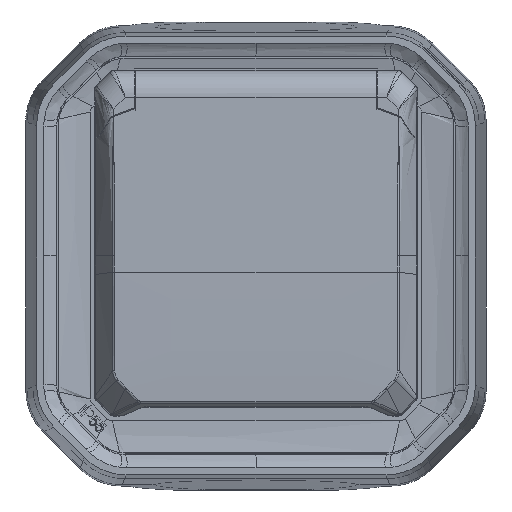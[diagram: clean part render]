
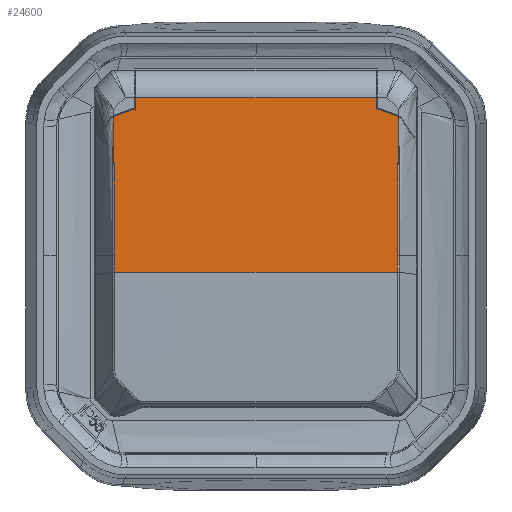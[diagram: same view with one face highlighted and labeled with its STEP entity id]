
A CAD part, top view. The second image highlights one B-rep face of the part: STEP entity #24600.
In plain terms, the highlighted planar face has unit normal (0, 0.005, 1).
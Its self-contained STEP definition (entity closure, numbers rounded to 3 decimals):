
#24496=AXIS2_PLACEMENT_3D('Plane Axis2P3D',#24493,#24494,#24495) ;
#19209=CARTESIAN_POINT('Vertex',(-21.401,26.204,58.404)) ;
#19212=CARTESIAN_POINT('Line Origine',(-21.4,26.613,58.402)) ;
#19216=CARTESIAN_POINT('Vertex',(-21.4,27.023,58.4)) ;
#19219=CARTESIAN_POINT('Line Origine',(-21.4,27.622,58.397)) ;
#19223=CARTESIAN_POINT('Vertex',(-21.4,28.222,58.395)) ;
#19370=CARTESIAN_POINT('Vertex',(21.4,28.222,58.395)) ;
#19373=CARTESIAN_POINT('Line Origine',(21.4,27.213,58.399)) ;
#19377=CARTESIAN_POINT('Vertex',(21.4,26.204,58.404)) ;
#24450=CARTESIAN_POINT('Vertex',(-25.4,24.761,58.411)) ;
#24454=CARTESIAN_POINT('Control Point',(-25.4,24.761,58.411)) ;
#24455=CARTESIAN_POINT('Control Point',(-24.068,25.242,58.408)) ;
#24456=CARTESIAN_POINT('Control Point',(-22.736,25.722,58.406)) ;
#24457=CARTESIAN_POINT('Control Point',(-21.403,26.203,58.404)) ;
#24458=CARTESIAN_POINT('Vertex',(-21.403,26.203,58.404)) ;
#24462=CARTESIAN_POINT('Control Point',(-21.403,26.203,58.404)) ;
#24463=CARTESIAN_POINT('Control Point',(-21.401,26.204,58.404)) ;
#24480=CARTESIAN_POINT('Line Origine',(0.,28.222,58.395)) ;
#24493=CARTESIAN_POINT('Axis2P3D Location',(0.,-3.,58.54)) ;
#24499=CARTESIAN_POINT('Control Point',(-25.158,0.001,58.526)) ;
#24500=CARTESIAN_POINT('Control Point',(-25.158,-0.256,58.527)) ;
#24501=CARTESIAN_POINT('Control Point',(-25.158,-0.556,58.528)) ;
#24502=CARTESIAN_POINT('Control Point',(-25.158,-0.906,58.53)) ;
#24503=CARTESIAN_POINT('Control Point',(-25.158,-1.493,58.533)) ;
#24504=CARTESIAN_POINT('Control Point',(-25.158,-2.078,58.536)) ;
#24505=CARTESIAN_POINT('Control Point',(-25.158,-2.368,58.537)) ;
#24506=CARTESIAN_POINT('Control Point',(-25.158,-2.672,58.538)) ;
#24507=CARTESIAN_POINT('Control Point',(-25.158,-3.,58.54)) ;
#24508=CARTESIAN_POINT('Vertex',(-25.158,0.001,58.526)) ;
#24510=CARTESIAN_POINT('Vertex',(-25.158,-3.,58.54)) ;
#24513=CARTESIAN_POINT('Line Origine',(0.,-3.,58.54)) ;
#24517=CARTESIAN_POINT('Vertex',(25.158,-3.,58.54)) ;
#24521=CARTESIAN_POINT('Control Point',(25.158,-3.,58.54)) ;
#24522=CARTESIAN_POINT('Control Point',(25.158,-2.904,58.539)) ;
#24523=CARTESIAN_POINT('Control Point',(25.158,-2.815,58.539)) ;
#24524=CARTESIAN_POINT('Control Point',(25.158,-2.734,58.539)) ;
#24525=CARTESIAN_POINT('Control Point',(25.158,-2.154,58.536)) ;
#24526=CARTESIAN_POINT('Control Point',(25.158,-1.572,58.533)) ;
#24527=CARTESIAN_POINT('Control Point',(25.158,-1.062,58.531)) ;
#24528=CARTESIAN_POINT('Control Point',(25.158,-0.544,58.528)) ;
#24529=CARTESIAN_POINT('Control Point',(25.158,-0.026,58.526)) ;
#24530=CARTESIAN_POINT('Control Point',(25.158,-0.017,58.526)) ;
#24531=CARTESIAN_POINT('Control Point',(25.158,-0.008,58.526)) ;
#24532=CARTESIAN_POINT('Control Point',(25.158,0.001,58.526)) ;
#24533=CARTESIAN_POINT('Vertex',(25.158,0.001,58.526)) ;
#24537=CARTESIAN_POINT('Control Point',(25.158,0.001,58.526)) ;
#24538=CARTESIAN_POINT('Control Point',(25.158,1.477,58.519)) ;
#24539=CARTESIAN_POINT('Control Point',(25.16,2.954,58.512)) ;
#24540=CARTESIAN_POINT('Control Point',(25.164,4.43,58.505)) ;
#24541=CARTESIAN_POINT('Control Point',(25.175,7.382,58.492)) ;
#24542=CARTESIAN_POINT('Control Point',(25.194,10.333,58.478)) ;
#24543=CARTESIAN_POINT('Control Point',(25.206,11.809,58.471)) ;
#24544=CARTESIAN_POINT('Control Point',(25.228,14.017,58.461)) ;
#24545=CARTESIAN_POINT('Control Point',(25.255,16.22,58.45)) ;
#24546=CARTESIAN_POINT('Control Point',(25.265,16.953,58.447)) ;
#24547=CARTESIAN_POINT('Control Point',(25.286,18.413,58.44)) ;
#24548=CARTESIAN_POINT('Control Point',(25.31,19.868,58.433)) ;
#24549=CARTESIAN_POINT('Control Point',(25.322,20.596,58.43)) ;
#24550=CARTESIAN_POINT('Control Point',(25.345,21.867,58.424)) ;
#24551=CARTESIAN_POINT('Control Point',(25.369,23.132,58.418)) ;
#24552=CARTESIAN_POINT('Control Point',(25.379,23.675,58.416)) ;
#24553=CARTESIAN_POINT('Control Point',(25.39,24.218,58.413)) ;
#24554=CARTESIAN_POINT('Control Point',(25.4,24.761,58.411)) ;
#24555=CARTESIAN_POINT('Vertex',(25.4,24.761,58.411)) ;
#24559=CARTESIAN_POINT('Control Point',(25.4,24.761,58.411)) ;
#24560=CARTESIAN_POINT('Control Point',(24.6,25.05,58.409)) ;
#24561=CARTESIAN_POINT('Control Point',(23.8,25.338,58.408)) ;
#24562=CARTESIAN_POINT('Control Point',(23.,25.627,58.407)) ;
#24563=CARTESIAN_POINT('Control Point',(22.2,25.916,58.405)) ;
#24564=CARTESIAN_POINT('Control Point',(21.4,26.204,58.404)) ;
#24567=CARTESIAN_POINT('Control Point',(-25.158,0.001,58.526)) ;
#24568=CARTESIAN_POINT('Control Point',(-25.158,1.477,58.519)) ;
#24569=CARTESIAN_POINT('Control Point',(-25.16,2.954,58.512)) ;
#24570=CARTESIAN_POINT('Control Point',(-25.164,4.43,58.505)) ;
#24571=CARTESIAN_POINT('Control Point',(-25.175,7.382,58.492)) ;
#24572=CARTESIAN_POINT('Control Point',(-25.194,10.333,58.478)) ;
#24573=CARTESIAN_POINT('Control Point',(-25.206,11.809,58.471)) ;
#24574=CARTESIAN_POINT('Control Point',(-25.228,14.017,58.461)) ;
#24575=CARTESIAN_POINT('Control Point',(-25.255,16.22,58.45)) ;
#24576=CARTESIAN_POINT('Control Point',(-25.265,16.953,58.447)) ;
#24577=CARTESIAN_POINT('Control Point',(-25.286,18.413,58.44)) ;
#24578=CARTESIAN_POINT('Control Point',(-25.31,19.868,58.433)) ;
#24579=CARTESIAN_POINT('Control Point',(-25.322,20.596,58.43)) ;
#24580=CARTESIAN_POINT('Control Point',(-25.345,21.867,58.424)) ;
#24581=CARTESIAN_POINT('Control Point',(-25.369,23.132,58.418)) ;
#24582=CARTESIAN_POINT('Control Point',(-25.379,23.675,58.416)) ;
#24583=CARTESIAN_POINT('Control Point',(-25.39,24.218,58.413)) ;
#24584=CARTESIAN_POINT('Control Point',(-25.4,24.761,58.411)) ;
#19213=DIRECTION('Vector Direction',(0.,1.,-0.005)) ;
#19220=DIRECTION('Vector Direction',(0.,1.,-0.005)) ;
#19374=DIRECTION('Vector Direction',(0.,1.,-0.005)) ;
#24481=DIRECTION('Vector Direction',(-1.,0.,0.)) ;
#24494=DIRECTION('Axis2P3D Direction',(0.,-0.005,-1.)) ;
#24495=DIRECTION('Axis2P3D XDirection',(0.,1.,-0.005)) ;
#24514=DIRECTION('Vector Direction',(1.,0.,0.)) ;
#19214=VECTOR('Line Direction',#19213,1.) ;
#19221=VECTOR('Line Direction',#19220,1.) ;
#19375=VECTOR('Line Direction',#19374,1.) ;
#24482=VECTOR('Line Direction',#24481,1.) ;
#24515=VECTOR('Line Direction',#24514,1.) ;
#24587=ORIENTED_EDGE('',*,*,#24512,.T.) ;
#24588=ORIENTED_EDGE('',*,*,#24519,.T.) ;
#24589=ORIENTED_EDGE('',*,*,#24535,.T.) ;
#24590=ORIENTED_EDGE('',*,*,#24557,.T.) ;
#24591=ORIENTED_EDGE('',*,*,#24565,.T.) ;
#24592=ORIENTED_EDGE('',*,*,#19379,.T.) ;
#24593=ORIENTED_EDGE('',*,*,#24484,.F.) ;
#24594=ORIENTED_EDGE('',*,*,#19225,.T.) ;
#24595=ORIENTED_EDGE('',*,*,#19218,.T.) ;
#24596=ORIENTED_EDGE('',*,*,#24464,.F.) ;
#24597=ORIENTED_EDGE('',*,*,#24460,.F.) ;
#24598=ORIENTED_EDGE('',*,*,#24585,.T.) ;
#24600=ADVANCED_FACE('Volet Prise',(#24599),#24497,.F.) ;
#24453=B_SPLINE_CURVE_WITH_KNOTS('',3,(#24454,#24455,#24456,#24457),.UNSPECIFIED.,.F.,.U.,(4,4),(0.038,6.049),.UNSPECIFIED.) ;
#24461=B_SPLINE_CURVE_WITH_KNOTS('',1,(#24462,#24463),.UNSPECIFIED.,.F.,.U.,(2,2),(3.003,3.007),.UNSPECIFIED.) ;
#24498=B_SPLINE_CURVE_WITH_KNOTS('',5,(#24499,#24500,#24501,#24502,#24503,#24504,#24505,#24506,#24507),.UNSPECIFIED.,.F.,.U.,(6,3,6),(3.805,5.459,8.068),.UNSPECIFIED.) ;
#24520=B_SPLINE_CURVE_WITH_KNOTS('',5,(#24521,#24522,#24523,#24524,#24525,#24526,#24527,#24528,#24529,#24530,#24531,#24532),.UNSPECIFIED.,.F.,.U.,(6,3,3,6),(2.562,3.119,6.817,6.882),.UNSPECIFIED.) ;
#24536=B_SPLINE_CURVE_WITH_KNOTS('',5,(#24537,#24538,#24539,#24540,#24541,#24542,#24543,#24544,#24545,#24546,#24547,#24548,#24549,#24550,#24551,#24552,#24553,#24554),.UNSPECIFIED.,.F.,.U.,(6,3,3,3,3,6),(13.58,24.395,35.203,40.596,45.963,50.028),.UNSPECIFIED.) ;
#24558=B_SPLINE_CURVE_WITH_KNOTS('',5,(#24559,#24560,#24561,#24562,#24563,#24564),.UNSPECIFIED.,.F.,.U.,(6,6),(0.038,6.055),.UNSPECIFIED.) ;
#24566=B_SPLINE_CURVE_WITH_KNOTS('',5,(#24567,#24568,#24569,#24570,#24571,#24572,#24573,#24574,#24575,#24576,#24577,#24578,#24579,#24580,#24581,#24582,#24583,#24584),.UNSPECIFIED.,.F.,.U.,(6,3,3,3,3,6),(13.58,24.395,35.203,40.596,45.963,50.028),.UNSPECIFIED.) ;
#19218=EDGE_CURVE('',#19217,#19210,#19215,.F.) ;
#19225=EDGE_CURVE('',#19224,#19217,#19222,.F.) ;
#19379=EDGE_CURVE('',#19378,#19371,#19376,.T.) ;
#24460=EDGE_CURVE('',#24451,#24459,#24453,.T.) ;
#24464=EDGE_CURVE('',#24459,#19210,#24461,.T.) ;
#24484=EDGE_CURVE('',#19224,#19371,#24483,.F.) ;
#24512=EDGE_CURVE('',#24509,#24511,#24498,.T.) ;
#24519=EDGE_CURVE('',#24511,#24518,#24516,.T.) ;
#24535=EDGE_CURVE('',#24518,#24534,#24520,.T.) ;
#24557=EDGE_CURVE('',#24534,#24556,#24536,.T.) ;
#24565=EDGE_CURVE('',#24556,#19378,#24558,.T.) ;
#24585=EDGE_CURVE('',#24451,#24509,#24566,.F.) ;
#24586=EDGE_LOOP('',(#24587,#24588,#24589,#24590,#24591,#24592,#24593,#24594,#24595,#24596,#24597,#24598)) ;
#24599=FACE_OUTER_BOUND('',#24586,.T.) ;
#19215=LINE('Line',#19212,#19214) ;
#19222=LINE('Line',#19219,#19221) ;
#19376=LINE('Line',#19373,#19375) ;
#24483=LINE('Line',#24480,#24482) ;
#24516=LINE('Line',#24513,#24515) ;
#24497=PLANE('',#24496) ;
#19210=VERTEX_POINT('',#19209) ;
#19217=VERTEX_POINT('',#19216) ;
#19224=VERTEX_POINT('',#19223) ;
#19371=VERTEX_POINT('',#19370) ;
#19378=VERTEX_POINT('',#19377) ;
#24451=VERTEX_POINT('',#24450) ;
#24459=VERTEX_POINT('',#24458) ;
#24509=VERTEX_POINT('',#24508) ;
#24511=VERTEX_POINT('',#24510) ;
#24518=VERTEX_POINT('',#24517) ;
#24534=VERTEX_POINT('',#24533) ;
#24556=VERTEX_POINT('',#24555) ;
